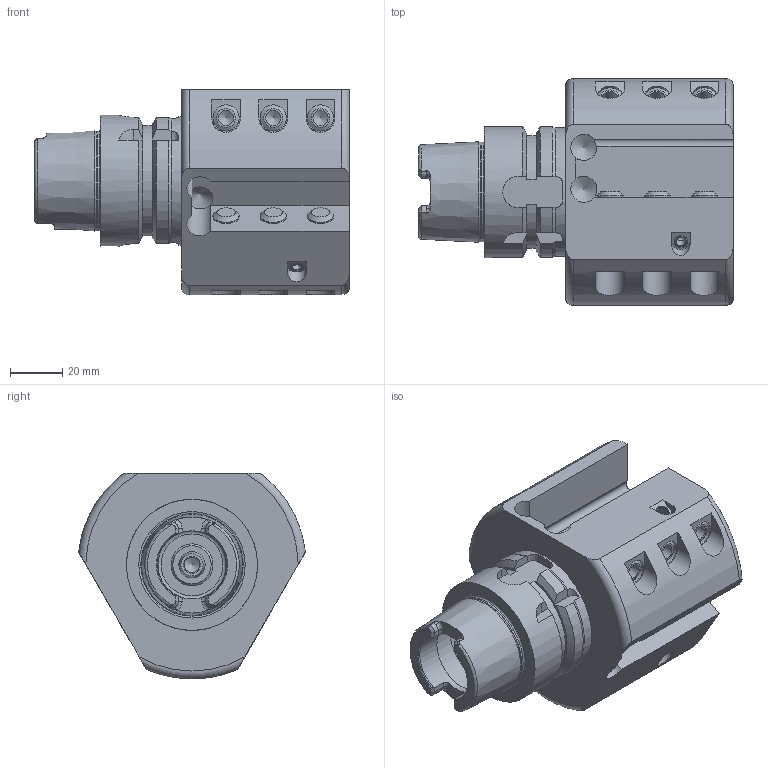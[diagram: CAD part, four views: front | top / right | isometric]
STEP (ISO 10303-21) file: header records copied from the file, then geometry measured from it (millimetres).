
FILE_DESCRIPTION((''),'2;1');
FILE_NAME('590004140095-3D.stp','2021-09-24T14:41:32',('nttooll'),(''),'Autodesk Inventor 2012','Autodesk Inventor 2012','');
FILE_SCHEMA(('AUTOMOTIVE_DESIGN { 1 0 10303 214 1 1 1 1 }'));
Length unit declared in the file: millimetre
Products named in the file (1): 590004140095-3D
Bounding box: 120 x 86.45 x 78.5 mm (x, y, z)
Volume: 285911.4 mm3; surface area: 55992.6 mm2
Topology: 1 solids, 3 shells, 391 faces, 952 edges, 609 vertices
Faces by surface type: plane 142, cylinder 130, cone 93, torus 20, sphere 6
Full cylindrical faces by diameter (mm): 2.887 x2, 3 x1, 3.464 x3, 4 x3, 4.3 x3, 5 x3, 5.2 x9, 5.774 x9, 6 x5, 6.4 x1, 9.5 x1, 10 x22, 10.5 x3, 16 x4, 26 x1, 26.6 x1, 32 x1, 37.9 x1, 49 x1, 50 x1
Entity records: 10917 total; most frequent: CARTESIAN_POINT 2782, DIRECTION 1739, ORIENTED_EDGE 1450, AXIS2_PLACEMENT_3D 750, EDGE_CURVE 725, EDGE_LOOP 590, VERTEX_POINT 533, FACE_OUTER_BOUND 391
